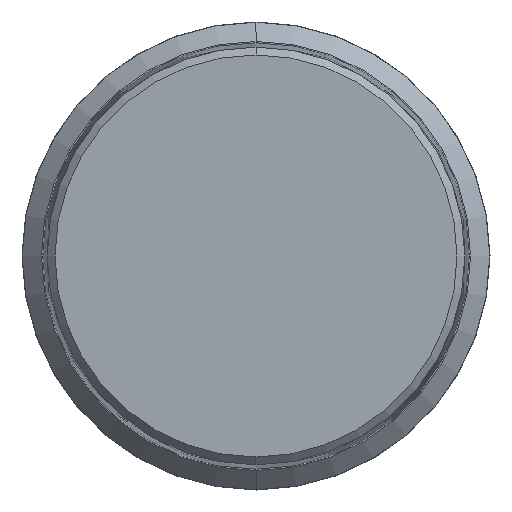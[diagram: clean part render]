
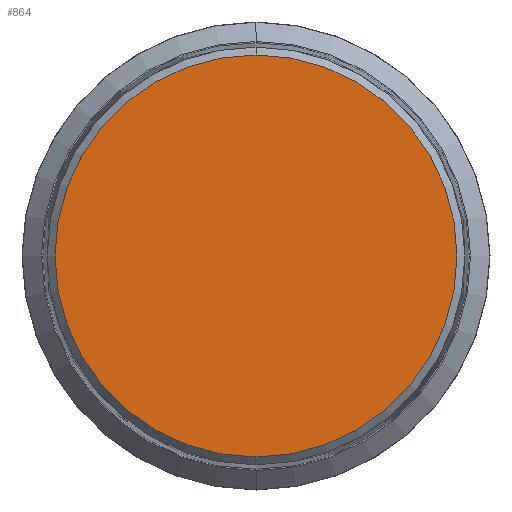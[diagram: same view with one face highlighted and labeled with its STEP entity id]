
A CAD part, front view. The second image highlights one B-rep face of the part: STEP entity #864.
In plain terms, the highlighted planar face has unit normal (0, -1, 0).
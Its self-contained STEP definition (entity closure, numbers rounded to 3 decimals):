
#864=ADVANCED_FACE('',(#1660),#1661,.T.);
#1660=FACE_OUTER_BOUND('',#2412,.T.);
#1661=PLANE('',#2413);
#2412=EDGE_LOOP('',(#4367,#4368));
#2413=AXIS2_PLACEMENT_3D('',#4369,#4370,#4371);
#4367=ORIENTED_EDGE('',*,*,#5090,.T.);
#4368=ORIENTED_EDGE('',*,*,#5118,.T.);
#4369=CARTESIAN_POINT('',(0.0,-10.0,3.865));
#4370=DIRECTION('',(0.0,-1.0,0.0));
#4371=DIRECTION('',(0.0,0.0,1.0));
#5090=EDGE_CURVE('',#6121,#6125,#6127,.T.);
#5118=EDGE_CURVE('',#6125,#6121,#6165,.T.);
#6121=VERTEX_POINT('',#7640);
#6125=VERTEX_POINT('',#7645);
#6127=CIRCLE('',#7648,7.731);
#6165=CIRCLE('',#7692,7.731);
#7640=CARTESIAN_POINT('',(0.0,-10.0,7.731));
#7645=CARTESIAN_POINT('',(0.,-10.0,-7.731));
#7648=AXIS2_PLACEMENT_3D('',#8690,#8691,#8692);
#7692=AXIS2_PLACEMENT_3D('',#8732,#8733,#8734);
#8690=CARTESIAN_POINT('',(0.0,-10.0,0.0));
#8691=DIRECTION('',(0.0,-1.0,0.0));
#8692=DIRECTION('',(0.0,0.0,1.0));
#8732=CARTESIAN_POINT('',(0.0,-10.0,0.0));
#8733=DIRECTION('',(0.0,-1.0,0.0));
#8734=DIRECTION('',(0.0,0.0,1.0));
